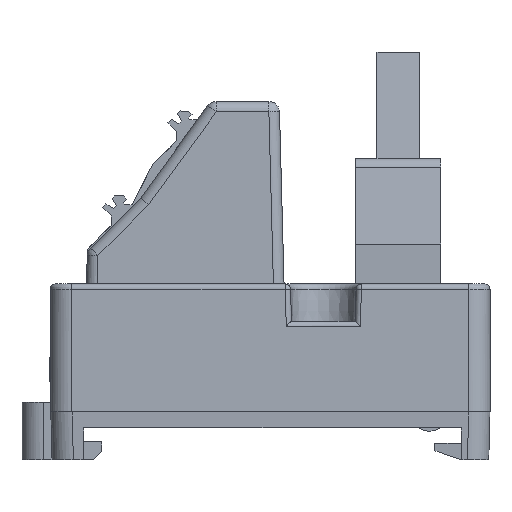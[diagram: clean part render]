
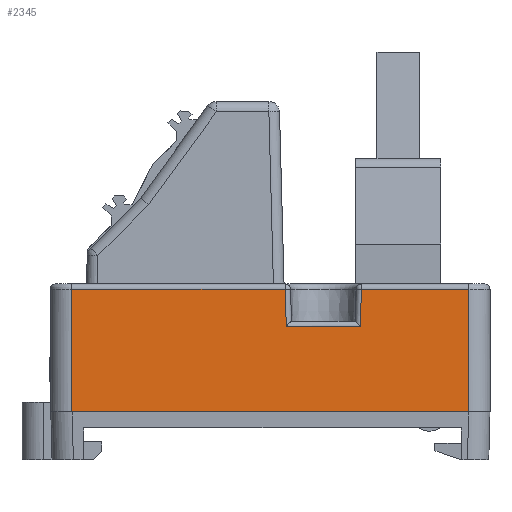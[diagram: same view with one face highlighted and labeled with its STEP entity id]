
A CAD part, left-side view. The second image highlights one B-rep face of the part: STEP entity #2345.
In plain terms, the highlighted planar face has unit normal (-1, 0, 0.026).
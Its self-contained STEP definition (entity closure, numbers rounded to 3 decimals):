
#1569=FACE_OUTER_BOUND('',#4237,.T.);
#2345=ADVANCED_FACE('',(#1569),#3147,.T.);
#3147=PLANE('',#16874);
#4237=EDGE_LOOP('',(#9701,#9702,#9703,#9704,#9705,#9706,#9707,#9708,#9709));
#5403=LINE('',#22858,#7233);
#5547=LINE('',#23332,#7377);
#5565=LINE('',#23367,#7395);
#5566=LINE('',#23370,#7396);
#5567=LINE('',#23372,#7397);
#5568=LINE('',#23374,#7398);
#5569=LINE('',#23376,#7399);
#5570=LINE('',#23378,#7400);
#5571=LINE('',#23379,#7401);
#7233=VECTOR('',#18410,1.);
#7377=VECTOR('',#18730,1.);
#7395=VECTOR('',#18762,1.);
#7396=VECTOR('',#18763,1.);
#7397=VECTOR('',#18764,1.);
#7398=VECTOR('',#18765,1.);
#7399=VECTOR('',#18766,1.);
#7400=VECTOR('',#18767,1.);
#7401=VECTOR('',#18768,1.);
#9701=ORIENTED_EDGE('',*,*,#15030,.T.);
#9702=ORIENTED_EDGE('',*,*,#15031,.T.);
#9703=ORIENTED_EDGE('',*,*,#15032,.T.);
#9704=ORIENTED_EDGE('',*,*,#15033,.T.);
#9705=ORIENTED_EDGE('',*,*,#15034,.T.);
#9706=ORIENTED_EDGE('',*,*,#15035,.T.);
#9707=ORIENTED_EDGE('',*,*,#15011,.T.);
#9708=ORIENTED_EDGE('',*,*,#14851,.T.);
#9709=ORIENTED_EDGE('',*,*,#15036,.T.);
#13357=VERTEX_POINT('',#22859);
#13358=VERTEX_POINT('',#22860);
#13443=VERTEX_POINT('',#23333);
#13453=VERTEX_POINT('',#23368);
#13454=VERTEX_POINT('',#23369);
#13455=VERTEX_POINT('',#23371);
#13456=VERTEX_POINT('',#23373);
#13457=VERTEX_POINT('',#23375);
#13458=VERTEX_POINT('',#23377);
#14851=EDGE_CURVE('',#13357,#13358,#5403,.T.);
#15011=EDGE_CURVE('',#13443,#13357,#5547,.T.);
#15030=EDGE_CURVE('',#13453,#13454,#5565,.T.);
#15031=EDGE_CURVE('',#13454,#13455,#5566,.T.);
#15032=EDGE_CURVE('',#13455,#13456,#5567,.T.);
#15033=EDGE_CURVE('',#13456,#13457,#5568,.T.);
#15034=EDGE_CURVE('',#13457,#13458,#5569,.T.);
#15035=EDGE_CURVE('',#13458,#13443,#5570,.T.);
#15036=EDGE_CURVE('',#13358,#13453,#5571,.T.);
#16874=AXIS2_PLACEMENT_3D('',#23380,#18769,#18770);
#18410=DIRECTION('',(0.,-1.,0.));
#18730=DIRECTION('',(0.,-1.,0.));
#18762=DIRECTION('',(0.,1.,0.));
#18763=DIRECTION('',(-0.026,0.026,-0.999));
#18764=DIRECTION('',(0.,1.,0.));
#18765=DIRECTION('',(0.026,0.026,0.999));
#18766=DIRECTION('',(0.,1.,0.));
#18767=DIRECTION('',(-0.026,0.,-1.));
#18768=DIRECTION('',(0.026,0.,1.));
#18769=DIRECTION('',(-1.,0.,0.026));
#18770=DIRECTION('',(-0.026,0.,-1.));
#22858=CARTESIAN_POINT('',(498.458,-561.195,178.5));
#22859=CARTESIAN_POINT('',(498.458,-542.431,178.5));
#22860=CARTESIAN_POINT('',(498.458,-579.628,178.5));
#23332=CARTESIAN_POINT('',(498.458,-561.005,178.5));
#23333=CARTESIAN_POINT('',(498.458,-542.382,178.5));
#23367=CARTESIAN_POINT('',(498.759,-569.075,190.013));
#23368=CARTESIAN_POINT('',(498.759,-579.628,190.013));
#23369=CARTESIAN_POINT('',(498.759,-569.562,190.013));
#23370=CARTESIAN_POINT('',(498.452,-569.255,178.284));
#23371=CARTESIAN_POINT('',(498.668,-569.471,186.513));
#23372=CARTESIAN_POINT('',(498.668,-563.004,186.513));
#23373=CARTESIAN_POINT('',(498.668,-562.517,186.513));
#23374=CARTESIAN_POINT('',(498.459,-562.725,178.545));
#23375=CARTESIAN_POINT('',(498.759,-562.425,190.013));
#23376=CARTESIAN_POINT('',(498.759,-542.382,190.013));
#23377=CARTESIAN_POINT('',(498.759,-542.382,190.013));
#23378=CARTESIAN_POINT('',(498.458,-542.382,178.5));
#23379=CARTESIAN_POINT('',(498.458,-579.628,178.5));
#23380=CARTESIAN_POINT('',(498.458,-561.005,178.5));
